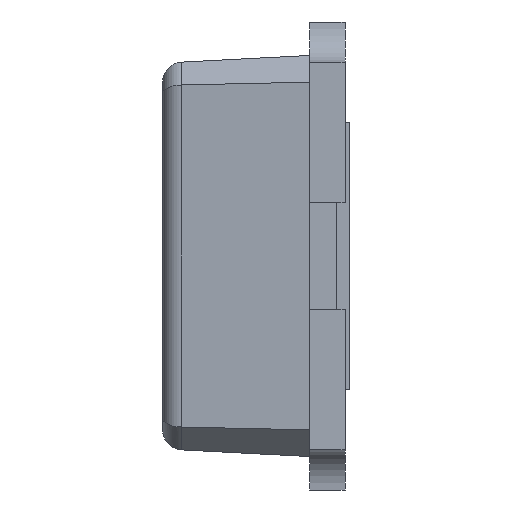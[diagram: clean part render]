
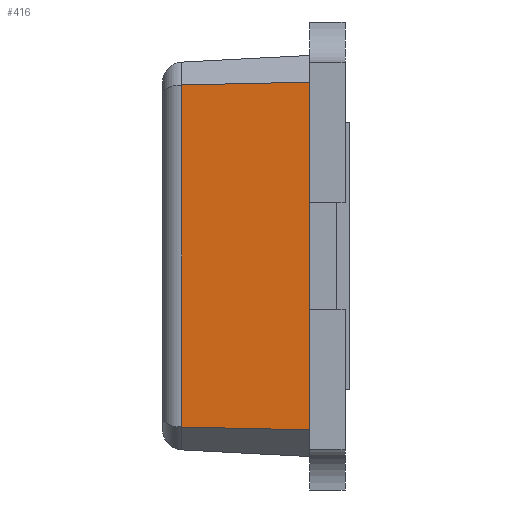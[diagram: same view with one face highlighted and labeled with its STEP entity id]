
A CAD part, left-side view. The second image highlights one B-rep face of the part: STEP entity #416.
In plain terms, the highlighted planar face has unit normal (-0.999, 0.052, 0).
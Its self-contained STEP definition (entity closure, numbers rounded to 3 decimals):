
#12 = DIRECTION ( 'NONE',  ( -0.999, 0.052, 0. ) ) ;
#144 = ORIENTED_EDGE ( 'NONE', *, *, #184, .F. ) ;
#184 = EDGE_CURVE ( 'NONE', #4514, #3604, #294, .T. ) ;
#190 = CARTESIAN_POINT ( 'NONE',  ( -2.65, 1.258, -1.276 ) ) ;
#289 = EDGE_CURVE ( 'NONE', #363, #2533, #4785, .T. ) ;
#291 = ORIENTED_EDGE ( 'NONE', *, *, #4756, .T. ) ;
#294 = LINE ( 'NONE', #3540, #2422 ) ;
#363 = VERTEX_POINT ( 'NONE', #1098 ) ;
#416 = ADVANCED_FACE ( 'NONE', ( #2874 ), #2179, .T. ) ;
#537 = EDGE_CURVE ( 'NONE', #2533, #3604, #3746, .T. ) ;
#813 = CARTESIAN_POINT ( 'NONE',  ( -2.7, 0.3, -1.3 ) ) ;
#1098 = CARTESIAN_POINT ( 'NONE',  ( -2.65, 1.258, -1.279 ) ) ;
#1320 = CARTESIAN_POINT ( 'NONE',  ( -2.65, 1.258, 1.279 ) ) ;
#1395 = CARTESIAN_POINT ( 'NONE',  ( -2.7, 0.3, -1.3 ) ) ;
#1439 = CARTESIAN_POINT ( 'NONE',  ( -2.7, 0.3, -1.3 ) ) ;
#1566 = DIRECTION ( 'NONE',  ( 0., 0., 1. ) ) ;
#1636 = DIRECTION ( 'NONE',  ( -0.052, -0.998, 0.022 ) ) ;
#1820 = CARTESIAN_POINT ( 'NONE',  ( -2.7, 0.3, -1.3 ) ) ;
#2179 = PLANE ( 'NONE',  #4465 ) ;
#2262 = VECTOR ( 'NONE', #1566, 1000. ) ;
#2288 = ORIENTED_EDGE ( 'NONE', *, *, #537, .T. ) ;
#2422 = VECTOR ( 'NONE', #1636, 1000. ) ;
#2454 = VECTOR ( 'NONE', #2759, 1000. ) ;
#2533 = VERTEX_POINT ( 'NONE', #1395 ) ;
#2633 = VECTOR ( 'NONE', #3643, 1000. ) ;
#2759 = DIRECTION ( 'NONE',  ( 0., 0., -1. ) ) ;
#2874 = FACE_OUTER_BOUND ( 'NONE', #3016, .T. ) ;
#3016 = EDGE_LOOP ( 'NONE', ( #144, #291, #4046, #2288 ) ) ;
#3040 = DIRECTION ( 'NONE',  ( -0.052, -0.999, 0. ) ) ;
#3535 = LINE ( 'NONE', #190, #2454 ) ;
#3540 = CARTESIAN_POINT ( 'NONE',  ( -2.7, 0.3, 1.3 ) ) ;
#3604 = VERTEX_POINT ( 'NONE', #3622 ) ;
#3622 = CARTESIAN_POINT ( 'NONE',  ( -2.7, 0.3, 1.3 ) ) ;
#3643 = DIRECTION ( 'NONE',  ( -0.052, -0.998, -0.022 ) ) ;
#3746 = LINE ( 'NONE', #813, #2262 ) ;
#4046 = ORIENTED_EDGE ( 'NONE', *, *, #289, .T. ) ;
#4465 = AXIS2_PLACEMENT_3D ( 'NONE', #1820, #12, #3040 ) ;
#4514 = VERTEX_POINT ( 'NONE', #1320 ) ;
#4756 = EDGE_CURVE ( 'NONE', #4514, #363, #3535, .T. ) ;
#4785 = LINE ( 'NONE', #1439, #2633 ) ;
